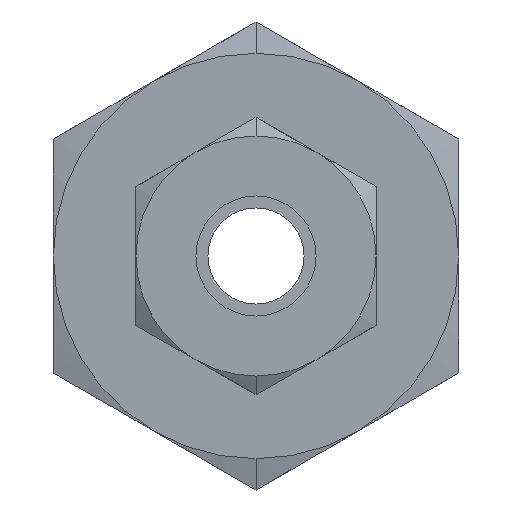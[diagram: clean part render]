
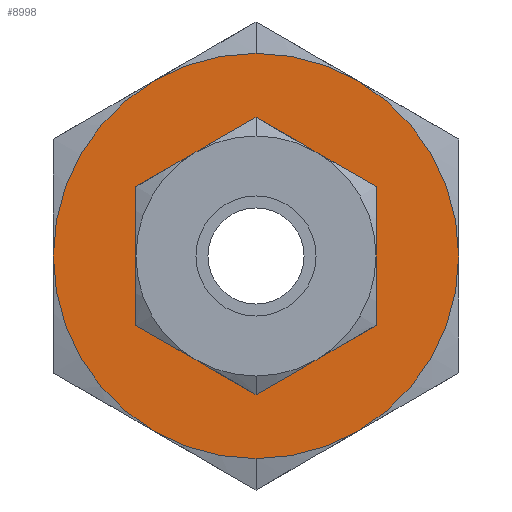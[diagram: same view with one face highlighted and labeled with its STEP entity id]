
A CAD part, left-side view. The second image highlights one B-rep face of the part: STEP entity #8998.
In plain terms, the highlighted planar face has unit normal (-1, 0, 0).
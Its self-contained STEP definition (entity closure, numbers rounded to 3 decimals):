
#160 = ORIENTED_EDGE ( 'NONE', *, *, #9379, .T. ) ;
#203 = AXIS2_PLACEMENT_3D ( 'NONE', #975, #9060, #6864 ) ;
#231 = CARTESIAN_POINT ( 'NONE',  ( 18.6, 0., 0. ) ) ;
#256 = PLANE ( 'NONE',  #8954 ) ;
#277 = ORIENTED_EDGE ( 'NONE', *, *, #3545, .T. ) ;
#293 = ORIENTED_EDGE ( 'NONE', *, *, #7713, .T. ) ;
#298 = CARTESIAN_POINT ( 'NONE',  ( 18.6, -13.5, 0. ) ) ;
#519 = CARTESIAN_POINT ( 'NONE',  ( 18.6, 0., 0. ) ) ;
#614 = AXIS2_PLACEMENT_3D ( 'NONE', #519, #623, #5082 ) ;
#623 = DIRECTION ( 'NONE',  ( -1., 0., 0. ) ) ;
#708 = CARTESIAN_POINT ( 'NONE',  ( 18.6, 0., 0. ) ) ;
#732 = CARTESIAN_POINT ( 'NONE',  ( 18.6, 6.75, -11.691 ) ) ;
#887 = VERTEX_POINT ( 'NONE', #298 ) ;
#954 = ORIENTED_EDGE ( 'NONE', *, *, #8858, .T. ) ;
#975 = CARTESIAN_POINT ( 'NONE',  ( 18.6, 0., 0. ) ) ;
#1044 = DIRECTION ( 'NONE',  ( 0., 1., 0. ) ) ;
#1060 = CARTESIAN_POINT ( 'NONE',  ( 18.6, 0., 0. ) ) ;
#1235 = ORIENTED_EDGE ( 'NONE', *, *, #1586, .T. ) ;
#1286 = VERTEX_POINT ( 'NONE', #8995 ) ;
#1349 = DIRECTION ( 'NONE',  ( -1., 0., 0. ) ) ;
#1479 = DIRECTION ( 'NONE',  ( 0., 0., 1. ) ) ;
#1499 = CARTESIAN_POINT ( 'NONE',  ( 18.6, 0., 0. ) ) ;
#1586 = EDGE_CURVE ( 'NONE', #1286, #6622, #8017, .T. ) ;
#1853 = VERTEX_POINT ( 'NONE', #3073 ) ;
#1959 = DIRECTION ( 'NONE',  ( 0., -0.5, -0.866 ) ) ;
#2466 = CIRCLE ( 'NONE', #7547, 13.5 ) ;
#2505 = ORIENTED_EDGE ( 'NONE', *, *, #8243, .T. ) ;
#2628 = CIRCLE ( 'NONE', #6475, 5.594 ) ;
#3052 = EDGE_CURVE ( 'NONE', #7582, #8491, #3326, .T. ) ;
#3073 = CARTESIAN_POINT ( 'NONE',  ( 18.6, 0., 5.594 ) ) ;
#3088 = CIRCLE ( 'NONE', #8477, 13.5 ) ;
#3103 = DIRECTION ( 'NONE',  ( -1., 0., 0. ) ) ;
#3122 = AXIS2_PLACEMENT_3D ( 'NONE', #7970, #1349, #6598 ) ;
#3184 = DIRECTION ( 'NONE',  ( 0., -0.5, 0.866 ) ) ;
#3274 = FACE_OUTER_BOUND ( 'NONE', #3988, .T. ) ;
#3323 = CARTESIAN_POINT ( 'NONE',  ( 18.6, 0., 0. ) ) ;
#3326 = CIRCLE ( 'NONE', #6862, 13.5 ) ;
#3386 = DIRECTION ( 'NONE',  ( 0., 1., 0. ) ) ;
#3461 = AXIS2_PLACEMENT_3D ( 'NONE', #1499, #8073, #4448 ) ;
#3545 = EDGE_CURVE ( 'NONE', #3549, #4741, #2466, .T. ) ;
#3549 = VERTEX_POINT ( 'NONE', #6116 ) ;
#3890 = ORIENTED_EDGE ( 'NONE', *, *, #5918, .T. ) ;
#3909 = CIRCLE ( 'NONE', #3461, 13.5 ) ;
#3988 = EDGE_LOOP ( 'NONE', ( #277, #3890, #4217, #5450, #954, #1235, #160, #8136 ) ) ;
#4015 = EDGE_LOOP ( 'NONE', ( #293, #2505 ) ) ;
#4217 = ORIENTED_EDGE ( 'NONE', *, *, #6840, .T. ) ;
#4396 = CIRCLE ( 'NONE', #203, 13.5 ) ;
#4448 = DIRECTION ( 'NONE',  ( 0., 0.5, 0.866 ) ) ;
#4505 = DIRECTION ( 'NONE',  ( 0., 0., 1. ) ) ;
#4518 = DIRECTION ( 'NONE',  ( 1., 0., 0. ) ) ;
#4640 = CARTESIAN_POINT ( 'NONE',  ( 18.6, 13.5, 0. ) ) ;
#4741 = VERTEX_POINT ( 'NONE', #5098 ) ;
#4821 = DIRECTION ( 'NONE',  ( 1., 0., 0. ) ) ;
#4857 = AXIS2_PLACEMENT_3D ( 'NONE', #4884, #7822, #5554 ) ;
#4884 = CARTESIAN_POINT ( 'NONE',  ( 18.6, 0., 0. ) ) ;
#5082 = DIRECTION ( 'NONE',  ( 0., 0.5, -0.866 ) ) ;
#5098 = CARTESIAN_POINT ( 'NONE',  ( 18.6, 0., 13.5 ) ) ;
#5450 = ORIENTED_EDGE ( 'NONE', *, *, #3052, .T. ) ;
#5498 = FACE_BOUND ( 'NONE', #4015, .T. ) ;
#5554 = DIRECTION ( 'NONE',  ( 0., 0., -1. ) ) ;
#5684 = VERTEX_POINT ( 'NONE', #9308 ) ;
#5918 = EDGE_CURVE ( 'NONE', #4741, #7296, #8106, .T. ) ;
#5926 = CIRCLE ( 'NONE', #4857, 5.594 ) ;
#6116 = CARTESIAN_POINT ( 'NONE',  ( 18.6, -6.75, 11.691 ) ) ;
#6259 = CARTESIAN_POINT ( 'NONE',  ( 18.6, 0., 0. ) ) ;
#6344 = CARTESIAN_POINT ( 'NONE',  ( 18.6, 0., 0. ) ) ;
#6475 = AXIS2_PLACEMENT_3D ( 'NONE', #708, #4518, #1479 ) ;
#6598 = DIRECTION ( 'NONE',  ( 0., 0., -1. ) ) ;
#6621 = CIRCLE ( 'NONE', #614, 13.5 ) ;
#6622 = VERTEX_POINT ( 'NONE', #7350 ) ;
#6835 = DIRECTION ( 'NONE',  ( -1., 0., 0. ) ) ;
#6840 = EDGE_CURVE ( 'NONE', #7296, #7582, #3909, .T. ) ;
#6862 = AXIS2_PLACEMENT_3D ( 'NONE', #1060, #9097, #3386 ) ;
#6864 = DIRECTION ( 'NONE',  ( 0., -1., 0. ) ) ;
#7296 = VERTEX_POINT ( 'NONE', #8317 ) ;
#7350 = CARTESIAN_POINT ( 'NONE',  ( 18.6, -6.75, -11.691 ) ) ;
#7547 = AXIS2_PLACEMENT_3D ( 'NONE', #6259, #6835, #3184 ) ;
#7582 = VERTEX_POINT ( 'NONE', #4640 ) ;
#7713 = EDGE_CURVE ( 'NONE', #5684, #1853, #5926, .T. ) ;
#7822 = DIRECTION ( 'NONE',  ( 1., 0., 0. ) ) ;
#7970 = CARTESIAN_POINT ( 'NONE',  ( 18.6, 0., 0. ) ) ;
#8017 = CIRCLE ( 'NONE', #3122, 13.5 ) ;
#8073 = DIRECTION ( 'NONE',  ( -1., 0., 0. ) ) ;
#8106 = CIRCLE ( 'NONE', #9359, 13.5 ) ;
#8136 = ORIENTED_EDGE ( 'NONE', *, *, #9570, .T. ) ;
#8243 = EDGE_CURVE ( 'NONE', #1853, #5684, #2628, .T. ) ;
#8317 = CARTESIAN_POINT ( 'NONE',  ( 18.6, 6.75, 11.691 ) ) ;
#8477 = AXIS2_PLACEMENT_3D ( 'NONE', #6344, #8581, #1959 ) ;
#8491 = VERTEX_POINT ( 'NONE', #732 ) ;
#8581 = DIRECTION ( 'NONE',  ( -1., 0., 0. ) ) ;
#8858 = EDGE_CURVE ( 'NONE', #8491, #1286, #6621, .T. ) ;
#8954 = AXIS2_PLACEMENT_3D ( 'NONE', #3323, #4821, #1044 ) ;
#8995 = CARTESIAN_POINT ( 'NONE',  ( 18.6, 0., -13.5 ) ) ;
#8998 = ADVANCED_FACE ( 'NONE', ( #5498, #3274 ), #256, .F. ) ;
#9060 = DIRECTION ( 'NONE',  ( -1., 0., 0. ) ) ;
#9097 = DIRECTION ( 'NONE',  ( -1., 0., 0. ) ) ;
#9308 = CARTESIAN_POINT ( 'NONE',  ( 18.6, 0., -5.594 ) ) ;
#9359 = AXIS2_PLACEMENT_3D ( 'NONE', #231, #3103, #4505 ) ;
#9379 = EDGE_CURVE ( 'NONE', #6622, #887, #3088, .T. ) ;
#9570 = EDGE_CURVE ( 'NONE', #887, #3549, #4396, .T. ) ;
